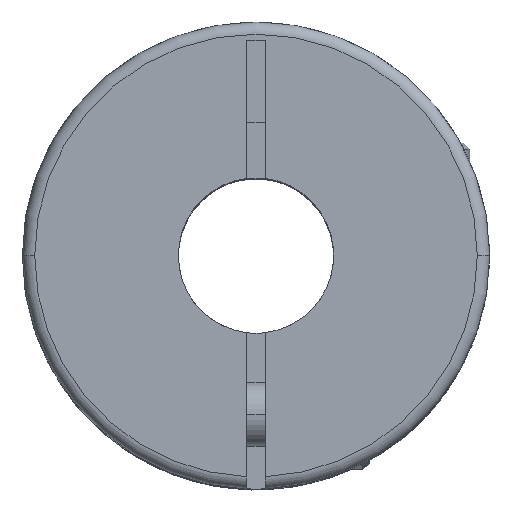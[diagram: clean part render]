
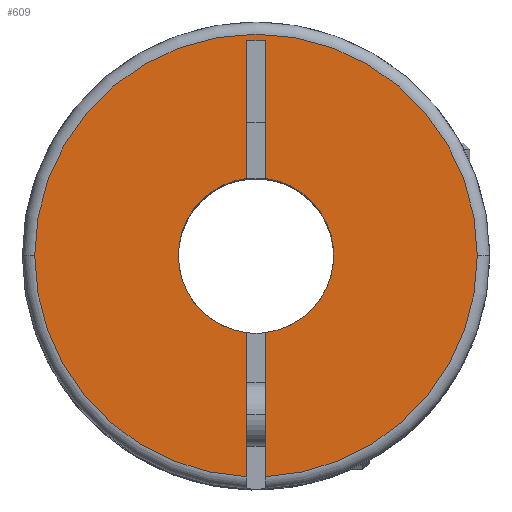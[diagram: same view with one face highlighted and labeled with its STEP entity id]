
A CAD part, top view. The second image highlights one B-rep face of the part: STEP entity #609.
In plain terms, the highlighted planar face has unit normal (0, 0, 1).
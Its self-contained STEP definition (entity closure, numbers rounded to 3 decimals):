
#76 = CARTESIAN_POINT ( 'NONE',  ( 0., 0., 0. ) ) ;
#81 = ORIENTED_EDGE ( 'NONE', *, *, #2469, .T. ) ;
#117 = LINE ( 'NONE', #1366, #1197 ) ;
#132 = CIRCLE ( 'NONE', #2333, 9.05 ) ;
#149 = VECTOR ( 'NONE', #1222, 1000. ) ;
#159 = CIRCLE ( 'NONE', #1159, 3.175 ) ;
#289 = EDGE_CURVE ( 'NONE', #2568, #2149, #2731, .T. ) ;
#308 = CARTESIAN_POINT ( 'NONE',  ( -0.375, -9.042, 0. ) ) ;
#364 = EDGE_LOOP ( 'NONE', ( #3811, #757, #679, #608, #2048, #684, #1708, #81, #1334, #834, #1839 ) ) ;
#424 = DIRECTION ( 'NONE',  ( -1., 0., 0. ) ) ;
#480 = CIRCLE ( 'NONE', #1488, 3.175 ) ;
#504 = EDGE_CURVE ( 'NONE', #3182, #2668, #2385, .T. ) ;
#538 = DIRECTION ( 'NONE',  ( 0., 0., -1. ) ) ;
#569 = CARTESIAN_POINT ( 'NONE',  ( 0.375, -9.55, 0. ) ) ;
#573 = DIRECTION ( 'NONE',  ( 0., -1., 0. ) ) ;
#587 = CARTESIAN_POINT ( 'NONE',  ( 0., 0., 0. ) ) ;
#608 = ORIENTED_EDGE ( 'NONE', *, *, #3366, .T. ) ;
#609 = ADVANCED_FACE ( 'NONE', ( #882 ), #3296, .F. ) ;
#621 = CARTESIAN_POINT ( 'NONE',  ( 0.375, -9.042, 0. ) ) ;
#679 = ORIENTED_EDGE ( 'NONE', *, *, #899, .T. ) ;
#684 = ORIENTED_EDGE ( 'NONE', *, *, #2466, .F. ) ;
#757 = ORIENTED_EDGE ( 'NONE', *, *, #847, .F. ) ;
#834 = ORIENTED_EDGE ( 'NONE', *, *, #2639, .F. ) ;
#847 = EDGE_CURVE ( 'NONE', #3469, #2546, #117, .T. ) ;
#882 = FACE_OUTER_BOUND ( 'NONE', #364, .T. ) ;
#899 = EDGE_CURVE ( 'NONE', #3469, #3312, #3281, .T. ) ;
#907 = CARTESIAN_POINT ( 'NONE',  ( -0.375, -3.153, 0. ) ) ;
#936 = DIRECTION ( 'NONE',  ( -1., 0., 0. ) ) ;
#947 = EDGE_CURVE ( 'NONE', #3213, #2113, #132, .T. ) ;
#1103 = CIRCLE ( 'NONE', #3320, 9.05 ) ;
#1118 = CARTESIAN_POINT ( 'NONE',  ( 0., 0., 0. ) ) ;
#1149 = DIRECTION ( 'NONE',  ( 0., 0., -1. ) ) ;
#1159 = AXIS2_PLACEMENT_3D ( 'NONE', #3206, #538, #1710 ) ;
#1183 = AXIS2_PLACEMENT_3D ( 'NONE', #587, #1216, #1254 ) ;
#1197 = VECTOR ( 'NONE', #3742, 1000. ) ;
#1216 = DIRECTION ( 'NONE',  ( 0., 0., -1. ) ) ;
#1222 = DIRECTION ( 'NONE',  ( 0., 1., 0. ) ) ;
#1239 = CARTESIAN_POINT ( 'NONE',  ( -0.375, 8.8, 0. ) ) ;
#1244 = DIRECTION ( 'NONE',  ( 0., 0., -1. ) ) ;
#1254 = DIRECTION ( 'NONE',  ( 0., -1., 0. ) ) ;
#1334 = ORIENTED_EDGE ( 'NONE', *, *, #504, .F. ) ;
#1339 = CARTESIAN_POINT ( 'NONE',  ( -3.175, 0., 0. ) ) ;
#1366 = CARTESIAN_POINT ( 'NONE',  ( -0.375, 8.8, 0. ) ) ;
#1372 = CARTESIAN_POINT ( 'NONE',  ( 9.05, 0., 0. ) ) ;
#1410 = CARTESIAN_POINT ( 'NONE',  ( 0., 0., 0. ) ) ;
#1488 = AXIS2_PLACEMENT_3D ( 'NONE', #2253, #2830, #424 ) ;
#1527 = VECTOR ( 'NONE', #573, 1000. ) ;
#1693 = DIRECTION ( 'NONE',  ( -1., 0., 0. ) ) ;
#1708 = ORIENTED_EDGE ( 'NONE', *, *, #289, .F. ) ;
#1710 = DIRECTION ( 'NONE',  ( -1., 0., 0. ) ) ;
#1837 = EDGE_CURVE ( 'NONE', #2408, #3864, #3042, .T. ) ;
#1839 = ORIENTED_EDGE ( 'NONE', *, *, #947, .F. ) ;
#1948 = DIRECTION ( 'NONE',  ( -1., 0., 0. ) ) ;
#2028 = EDGE_CURVE ( 'NONE', #2546, #3213, #1103, .T. ) ;
#2048 = ORIENTED_EDGE ( 'NONE', *, *, #1837, .F. ) ;
#2066 = CARTESIAN_POINT ( 'NONE',  ( 0., 0., 0. ) ) ;
#2113 = VERTEX_POINT ( 'NONE', #1372 ) ;
#2149 = VERTEX_POINT ( 'NONE', #3234 ) ;
#2253 = CARTESIAN_POINT ( 'NONE',  ( 0., 0., 0. ) ) ;
#2285 = DIRECTION ( 'NONE',  ( 0., 0., -1. ) ) ;
#2288 = DIRECTION ( 'NONE',  ( 0., 1., 0. ) ) ;
#2333 = AXIS2_PLACEMENT_3D ( 'NONE', #1410, #3189, #3566 ) ;
#2385 = LINE ( 'NONE', #569, #3839 ) ;
#2408 = VERTEX_POINT ( 'NONE', #3226 ) ;
#2430 = AXIS2_PLACEMENT_3D ( 'NONE', #76, #1244, #936 ) ;
#2466 = EDGE_CURVE ( 'NONE', #2149, #2408, #2632, .T. ) ;
#2469 = EDGE_CURVE ( 'NONE', #2568, #2668, #159, .T. ) ;
#2546 = VERTEX_POINT ( 'NONE', #308 ) ;
#2568 = VERTEX_POINT ( 'NONE', #3030 ) ;
#2610 = DIRECTION ( 'NONE',  ( -1., 0., 0. ) ) ;
#2632 = LINE ( 'NONE', #3544, #3121 ) ;
#2639 = EDGE_CURVE ( 'NONE', #2113, #3182, #3885, .T. ) ;
#2668 = VERTEX_POINT ( 'NONE', #3305 ) ;
#2716 = AXIS2_PLACEMENT_3D ( 'NONE', #2066, #1149, #1693 ) ;
#2731 = LINE ( 'NONE', #3265, #149 ) ;
#2830 = DIRECTION ( 'NONE',  ( 0., 0., -1. ) ) ;
#3030 = CARTESIAN_POINT ( 'NONE',  ( 0.375, 3.153, 0. ) ) ;
#3042 = LINE ( 'NONE', #1239, #1527 ) ;
#3121 = VECTOR ( 'NONE', #2610, 1000. ) ;
#3182 = VERTEX_POINT ( 'NONE', #621 ) ;
#3189 = DIRECTION ( 'NONE',  ( 0., 0., -1. ) ) ;
#3206 = CARTESIAN_POINT ( 'NONE',  ( 0., 0., 0. ) ) ;
#3212 = CARTESIAN_POINT ( 'NONE',  ( -0.375, 3.153, 0. ) ) ;
#3213 = VERTEX_POINT ( 'NONE', #3367 ) ;
#3226 = CARTESIAN_POINT ( 'NONE',  ( -0.375, 8.8, 0. ) ) ;
#3234 = CARTESIAN_POINT ( 'NONE',  ( 0.375, 8.8, 0. ) ) ;
#3265 = CARTESIAN_POINT ( 'NONE',  ( 0.375, -9.55, 0. ) ) ;
#3281 = CIRCLE ( 'NONE', #2716, 3.175 ) ;
#3296 = PLANE ( 'NONE',  #1183 ) ;
#3305 = CARTESIAN_POINT ( 'NONE',  ( 0.375, -3.153, 0. ) ) ;
#3312 = VERTEX_POINT ( 'NONE', #1339 ) ;
#3320 = AXIS2_PLACEMENT_3D ( 'NONE', #1118, #2285, #1948 ) ;
#3366 = EDGE_CURVE ( 'NONE', #3312, #3864, #480, .T. ) ;
#3367 = CARTESIAN_POINT ( 'NONE',  ( -9.05, 0., 0. ) ) ;
#3469 = VERTEX_POINT ( 'NONE', #907 ) ;
#3544 = CARTESIAN_POINT ( 'NONE',  ( 0.375, 8.8, 0. ) ) ;
#3566 = DIRECTION ( 'NONE',  ( -1., 0., 0. ) ) ;
#3742 = DIRECTION ( 'NONE',  ( 0., -1., 0. ) ) ;
#3811 = ORIENTED_EDGE ( 'NONE', *, *, #2028, .F. ) ;
#3839 = VECTOR ( 'NONE', #2288, 1000. ) ;
#3864 = VERTEX_POINT ( 'NONE', #3212 ) ;
#3885 = CIRCLE ( 'NONE', #2430, 9.05 ) ;
